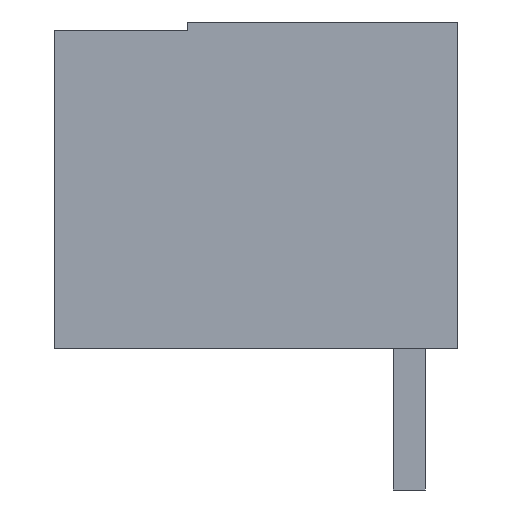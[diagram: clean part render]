
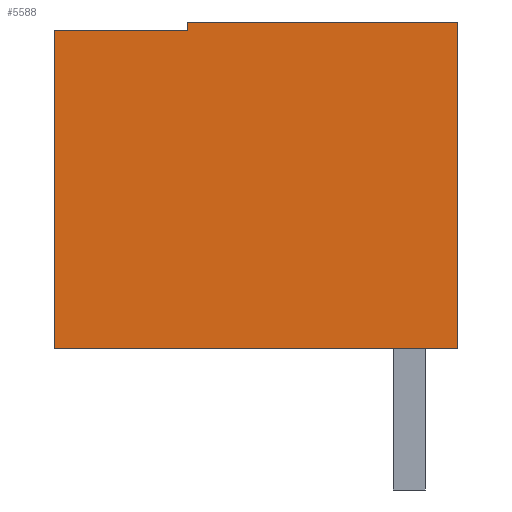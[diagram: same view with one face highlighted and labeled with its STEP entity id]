
A CAD part, left-side view. The second image highlights one B-rep face of the part: STEP entity #5588.
In plain terms, the highlighted planar face has unit normal (-1, 0, 0).
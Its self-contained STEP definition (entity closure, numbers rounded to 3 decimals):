
#324 = CARTESIAN_POINT ( 'NONE',  ( -9.79, 8.8, 7.9 ) ) ;
#398 = CARTESIAN_POINT ( 'NONE',  ( -9.79, -1.2, 8.1 ) ) ;
#431 = LINE ( 'NONE', #6052, #5678 ) ;
#539 = AXIS2_PLACEMENT_3D ( 'NONE', #1665, #5544, #6022 ) ;
#964 = DIRECTION ( 'NONE',  ( 0., 0., -1. ) ) ;
#987 = VECTOR ( 'NONE', #2226, 1000. ) ;
#1058 = ORIENTED_EDGE ( 'NONE', *, *, #5205, .F. ) ;
#1375 = CARTESIAN_POINT ( 'NONE',  ( -9.79, 5.5, 7.9 ) ) ;
#1465 = ORIENTED_EDGE ( 'NONE', *, *, #5352, .F. ) ;
#1665 = CARTESIAN_POINT ( 'NONE',  ( -9.79, 0., 0. ) ) ;
#1854 = VECTOR ( 'NONE', #964, 1000. ) ;
#1990 = VERTEX_POINT ( 'NONE', #3153 ) ;
#2002 = CARTESIAN_POINT ( 'NONE',  ( -9.79, 8.8, 7.9 ) ) ;
#2021 = DIRECTION ( 'NONE',  ( 0., 0., 1. ) ) ;
#2100 = EDGE_CURVE ( 'NONE', #3996, #3947, #2742, .T. ) ;
#2226 = DIRECTION ( 'NONE',  ( 0., 1., 0. ) ) ;
#2345 = EDGE_CURVE ( 'NONE', #2625, #3996, #2446, .T. ) ;
#2446 = LINE ( 'NONE', #2002, #4840 ) ;
#2603 = VECTOR ( 'NONE', #4881, 1000. ) ;
#2625 = VERTEX_POINT ( 'NONE', #5037 ) ;
#2664 = CARTESIAN_POINT ( 'NONE',  ( -9.79, -1.2, 0. ) ) ;
#2669 = EDGE_CURVE ( 'NONE', #2785, #2625, #5915, .T. ) ;
#2742 = LINE ( 'NONE', #324, #3697 ) ;
#2785 = VERTEX_POINT ( 'NONE', #6276 ) ;
#3121 = DIRECTION ( 'NONE',  ( 0., -1., 0. ) ) ;
#3153 = CARTESIAN_POINT ( 'NONE',  ( -9.79, 5.5, 8.1 ) ) ;
#3377 = CARTESIAN_POINT ( 'NONE',  ( -9.79, 5.5, 8.1 ) ) ;
#3428 = LINE ( 'NONE', #3377, #2603 ) ;
#3488 = ORIENTED_EDGE ( 'NONE', *, *, #2100, .F. ) ;
#3697 = VECTOR ( 'NONE', #4191, 1000. ) ;
#3779 = EDGE_LOOP ( 'NONE', ( #4697, #1465, #3488, #5701, #4428, #1058 ) ) ;
#3947 = VERTEX_POINT ( 'NONE', #1375 ) ;
#3996 = VERTEX_POINT ( 'NONE', #4579 ) ;
#4191 = DIRECTION ( 'NONE',  ( 0., -1., 0. ) ) ;
#4428 = ORIENTED_EDGE ( 'NONE', *, *, #2669, .F. ) ;
#4579 = CARTESIAN_POINT ( 'NONE',  ( -9.79, 8.8, 7.9 ) ) ;
#4697 = ORIENTED_EDGE ( 'NONE', *, *, #6320, .F. ) ;
#4840 = VECTOR ( 'NONE', #2021, 1000. ) ;
#4881 = DIRECTION ( 'NONE',  ( 0., 0., 1. ) ) ;
#5037 = CARTESIAN_POINT ( 'NONE',  ( -9.79, 8.8, 0. ) ) ;
#5205 = EDGE_CURVE ( 'NONE', #5561, #2785, #5631, .T. ) ;
#5352 = EDGE_CURVE ( 'NONE', #3947, #1990, #3428, .T. ) ;
#5544 = DIRECTION ( 'NONE',  ( -1., 0., 0. ) ) ;
#5561 = VERTEX_POINT ( 'NONE', #5905 ) ;
#5588 = ADVANCED_FACE ( 'NONE', ( #5788 ), #5923, .T. ) ;
#5631 = LINE ( 'NONE', #398, #1854 ) ;
#5678 = VECTOR ( 'NONE', #3121, 1000. ) ;
#5701 = ORIENTED_EDGE ( 'NONE', *, *, #2345, .F. ) ;
#5788 = FACE_OUTER_BOUND ( 'NONE', #3779, .T. ) ;
#5905 = CARTESIAN_POINT ( 'NONE',  ( -9.79, -1.2, 8.1 ) ) ;
#5915 = LINE ( 'NONE', #2664, #987 ) ;
#5923 = PLANE ( 'NONE',  #539 ) ;
#6022 = DIRECTION ( 'NONE',  ( 0., -1., 0. ) ) ;
#6052 = CARTESIAN_POINT ( 'NONE',  ( -9.79, -1.2, 8.1 ) ) ;
#6276 = CARTESIAN_POINT ( 'NONE',  ( -9.79, -1.2, 0. ) ) ;
#6320 = EDGE_CURVE ( 'NONE', #1990, #5561, #431, .T. ) ;
